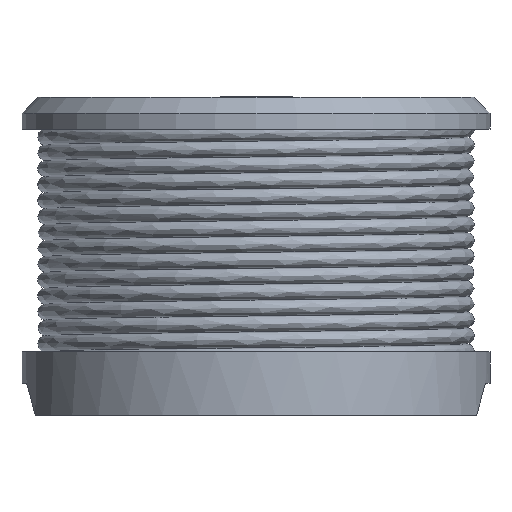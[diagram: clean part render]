
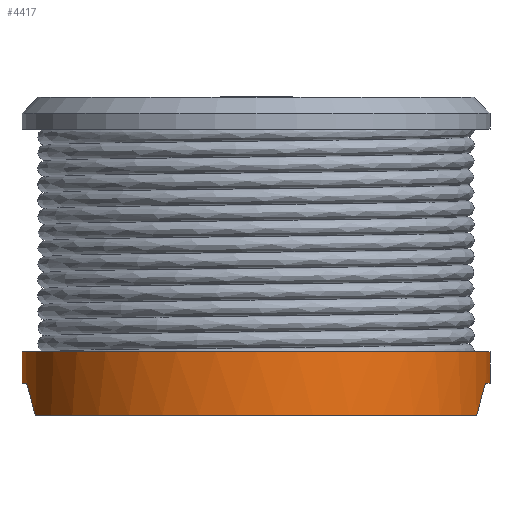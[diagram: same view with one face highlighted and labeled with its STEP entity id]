
A CAD part, front view. The second image highlights one B-rep face of the part: STEP entity #4417.
In plain terms, the highlighted cylindrical face has radius 3.9 mm (diameter 7.8 mm), a full revolution.
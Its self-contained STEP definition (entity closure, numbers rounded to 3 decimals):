
#4417=ADVANCED_FACE('',(#14968,#14970),#14972,.T.);
#14968=FACE_OUTER_BOUND('',#14969,.T.);
#14969=EDGE_LOOP('',(#18317));
#14970=FACE_BOUND('',#14971,.T.);
#14971=EDGE_LOOP('',(#18318,#18319,#18320,#18321,#18322,#18323,#18324,#18325,#18326));
#14972=CYLINDRICAL_SURFACE('',#14973,3.9);
#14973=AXIS2_PLACEMENT_3D('',#14974,#14975,#14976);
#14974=CARTESIAN_POINT('',(0.,0.,0.));
#14975=DIRECTION('',(0.,0.,1.));
#14976=DIRECTION('',(1.,0.,0.));
#18317=ORIENTED_EDGE('',*,*,#19744,.F.);
#18318=ORIENTED_EDGE('',*,*,#19745,.T.);
#18319=ORIENTED_EDGE('',*,*,#19746,.T.);
#18320=ORIENTED_EDGE('',*,*,#19747,.T.);
#18321=ORIENTED_EDGE('',*,*,#19748,.T.);
#18322=ORIENTED_EDGE('',*,*,#19749,.T.);
#18323=ORIENTED_EDGE('',*,*,#19750,.T.);
#18324=ORIENTED_EDGE('',*,*,#19751,.T.);
#18325=ORIENTED_EDGE('',*,*,#19752,.T.);
#18326=ORIENTED_EDGE('',*,*,#19753,.T.);
#19744=EDGE_CURVE('',#22093,#22093,#22094,.T.);
#19745=EDGE_CURVE('',#22095,#22096,#22097,.T.);
#19746=EDGE_CURVE('',#22096,#22098,#22099,.T.);
#19747=EDGE_CURVE('',#22098,#22100,#22101,.T.);
#19748=EDGE_CURVE('',#22100,#22102,#22103,.T.);
#19749=EDGE_CURVE('',#22102,#22104,#22105,.T.);
#19750=EDGE_CURVE('',#22104,#22106,#22107,.T.);
#19751=EDGE_CURVE('',#22106,#22108,#22109,.T.);
#19752=EDGE_CURVE('',#22108,#22110,#22111,.T.);
#19753=EDGE_CURVE('',#22110,#22095,#22112,.T.);
#22093=VERTEX_POINT('',#28122);
#22094=CIRCLE('',#28123,3.9);
#22095=VERTEX_POINT('',#28127);
#22096=VERTEX_POINT('',#28128);
#22097=CIRCLE('',#28129,3.9);
#22098=VERTEX_POINT('',#28133);
#22099=(BOUNDED_CURVE()B_SPLINE_CURVE(3,
(#28134,#28135,#28136,#28137),
.UNSPECIFIED.,.F.,.F.)B_SPLINE_CURVE_WITH_KNOTS((4,4),
(0.,1.),
.UNSPECIFIED.)CURVE()GEOMETRIC_REPRESENTATION_ITEM()RATIONAL_B_SPLINE_CURVE((1.,
0.998,0.998,1.))REPRESENTATION_ITEM(''));
#22100=VERTEX_POINT('',#28138);
#22101=CIRCLE('',#28139,3.9);
#22102=VERTEX_POINT('',#28143);
#22103=(BOUNDED_CURVE()B_SPLINE_CURVE(3,
(#28144,#28145,#28146,#28147),
.UNSPECIFIED.,.F.,.F.)B_SPLINE_CURVE_WITH_KNOTS((4,4),
(0.,1.),
.UNSPECIFIED.)CURVE()GEOMETRIC_REPRESENTATION_ITEM()RATIONAL_B_SPLINE_CURVE((1.,
0.998,0.998,1.))REPRESENTATION_ITEM(''));
#22104=VERTEX_POINT('',#28148);
#22105=CIRCLE('',#28149,3.9);
#22106=VERTEX_POINT('',#28153);
#22107=(BOUNDED_CURVE()B_SPLINE_CURVE(3,
(#28154,#28155,#28156,#28157),
.UNSPECIFIED.,.F.,.F.)B_SPLINE_CURVE_WITH_KNOTS((4,4),
(0.,1.),
.UNSPECIFIED.)CURVE()GEOMETRIC_REPRESENTATION_ITEM()RATIONAL_B_SPLINE_CURVE((1.,
0.998,0.998,1.))REPRESENTATION_ITEM(''));
#22108=VERTEX_POINT('',#28158);
#22109=CIRCLE('',#28159,3.9);
#22110=VERTEX_POINT('',#28163);
#22111=(BOUNDED_CURVE()B_SPLINE_CURVE(3,
(#28164,#28165,#28166,#28167),
.UNSPECIFIED.,.F.,.F.)B_SPLINE_CURVE_WITH_KNOTS((4,4),
(0.,1.),
.UNSPECIFIED.)CURVE()GEOMETRIC_REPRESENTATION_ITEM()RATIONAL_B_SPLINE_CURVE((1.,
0.998,0.998,1.))REPRESENTATION_ITEM(''));
#22112=CIRCLE('',#28168,3.9);
#28122=CARTESIAN_POINT('',(3.9,0.,1.06));
#28123=AXIS2_PLACEMENT_3D('',#28124,#28125,#28126);
#28124=CARTESIAN_POINT('',(0.,0.,1.06));
#28125=DIRECTION('',(0.,0.,1.));
#28126=DIRECTION('',(1.,0.,0.));
#28127=CARTESIAN_POINT('',(3.9,0.,0.53));
#28128=CARTESIAN_POINT('',(3.823,0.77,0.53));
#28129=AXIS2_PLACEMENT_3D('',#28130,#28131,#28132);
#28130=CARTESIAN_POINT('',(0.,0.,0.53));
#28131=DIRECTION('',(0.,0.,1.));
#28132=DIRECTION('',(1.,0.,0.));
#28133=CARTESIAN_POINT('',(3.677,1.3,0.));
#28134=CARTESIAN_POINT('',(3.823,0.77,0.53));
#28135=CARTESIAN_POINT('',(3.787,0.95,0.35));
#28136=CARTESIAN_POINT('',(3.738,1.127,0.173));
#28137=CARTESIAN_POINT('',(3.677,1.3,0.));
#28138=CARTESIAN_POINT('',(-3.677,1.3,0.));
#28139=AXIS2_PLACEMENT_3D('',#28140,#28141,#28142);
#28140=CARTESIAN_POINT('',(0.,0.,0.));
#28141=DIRECTION('',(0.,0.,1.));
#28142=DIRECTION('',(0.943,0.333,0.));
#28143=CARTESIAN_POINT('',(-3.823,0.77,0.53));
#28144=CARTESIAN_POINT('',(-3.677,1.3,0.));
#28145=CARTESIAN_POINT('',(-3.738,1.127,0.173));
#28146=CARTESIAN_POINT('',(-3.787,0.95,0.35));
#28147=CARTESIAN_POINT('',(-3.823,0.77,0.53));
#28148=CARTESIAN_POINT('',(-3.823,-0.77,0.53));
#28149=AXIS2_PLACEMENT_3D('',#28150,#28151,#28152);
#28150=CARTESIAN_POINT('',(0.,0.,0.53));
#28151=DIRECTION('',(0.,0.,1.));
#28152=DIRECTION('',(-0.98,0.197,0.));
#28153=CARTESIAN_POINT('',(-3.677,-1.3,0.));
#28154=CARTESIAN_POINT('',(-3.823,-0.77,0.53));
#28155=CARTESIAN_POINT('',(-3.787,-0.95,0.35));
#28156=CARTESIAN_POINT('',(-3.738,-1.127,0.173));
#28157=CARTESIAN_POINT('',(-3.677,-1.3,0.));
#28158=CARTESIAN_POINT('',(3.677,-1.3,0.));
#28159=AXIS2_PLACEMENT_3D('',#28160,#28161,#28162);
#28160=CARTESIAN_POINT('',(0.,0.,0.));
#28161=DIRECTION('',(0.,0.,1.));
#28162=DIRECTION('',(-0.943,-0.333,0.));
#28163=CARTESIAN_POINT('',(3.823,-0.77,0.53));
#28164=CARTESIAN_POINT('',(3.677,-1.3,0.));
#28165=CARTESIAN_POINT('',(3.738,-1.127,0.173));
#28166=CARTESIAN_POINT('',(3.787,-0.95,0.35));
#28167=CARTESIAN_POINT('',(3.823,-0.77,0.53));
#28168=AXIS2_PLACEMENT_3D('',#28169,#28170,#28171);
#28169=CARTESIAN_POINT('',(0.,0.,0.53));
#28170=DIRECTION('',(0.,0.,1.));
#28171=DIRECTION('',(0.98,-0.197,0.));
